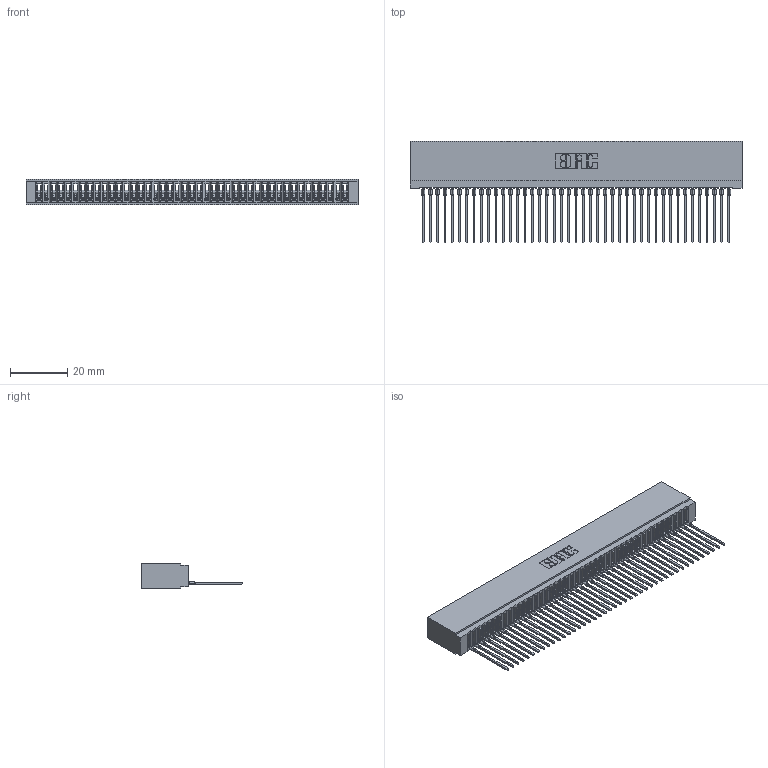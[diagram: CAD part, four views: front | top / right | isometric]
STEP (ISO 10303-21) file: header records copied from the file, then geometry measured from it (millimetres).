
FILE_DESCRIPTION (( 'STEP AP203' ), '1' );
FILE_NAME ('745-043-541-101.STEP', '2026-02-25T20:48:48', ( '' ), ( '' ), 'SwSTEP 2.0', 'SolidWorks 2023', '' );
FILE_SCHEMA (( 'CONFIG_CONTROL_DESIGN' ));
Products named in the file (3): 745-292-001_541; 745-043-541-101; 745 Part_Insulator Option - 01
Assembly tree (44 placements, depth 2):
  745-043-541-101
    745 Part_Insulator Option - 01
    745-292-001_541  x43
Bounding box: 115.82 x 35.45 x 8.89 mm (x, y, z)
Volume: 10214.6 mm3; surface area: 19895.4 mm2
Topology: 44 solids, 44 shells, 4911 faces, 13502 edges, 8514 vertices
Faces by surface type: plane 2936, bspline 860, cylinder 857, torus 258
Entity records: 70879 total; most frequent: CARTESIAN_POINT 12992, ORIENTED_EDGE 12472, DIRECTION 10808, EDGE_CURVE 6236, LINE 5796, VECTOR 5796, VERTEX_POINT 3978, AXIS2_PLACEMENT_3D 2506
